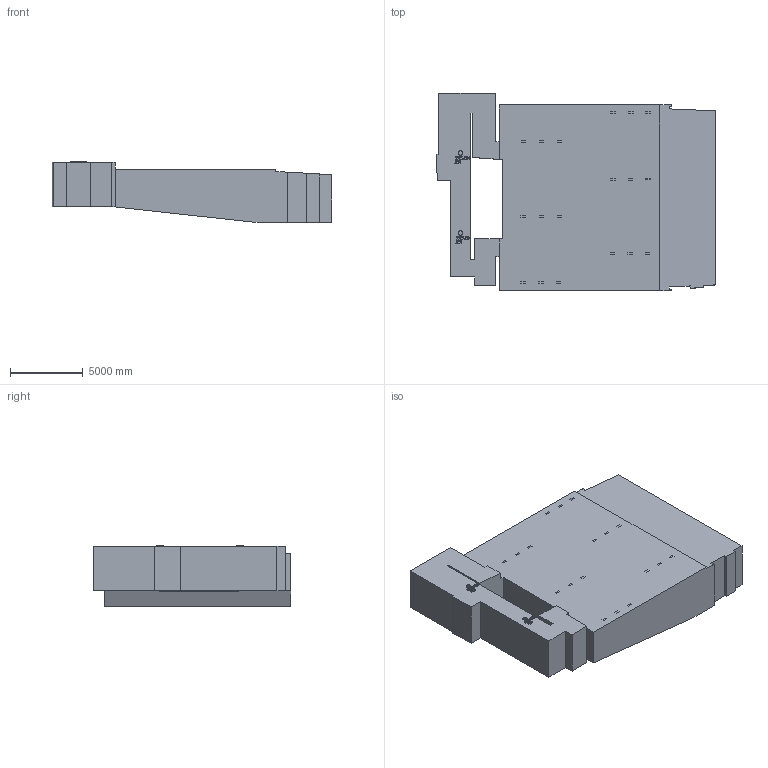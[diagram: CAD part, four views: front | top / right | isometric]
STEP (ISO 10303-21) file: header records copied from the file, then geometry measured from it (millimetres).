
FILE_DESCRIPTION(/* description */ (''),/* implementation_level */ '2;1');
FILE_NAME(/* name */ 'Pepper Canyon Hall_Room 106 _v1.step',/* time_stamp */ '2020-12-01T10:00:14-08:00',/* author */ (''),/* organization */ (''),/* preprocessor_version */ 'ST-DEVELOPER v18.1',/* originating_system */ 'Autodesk Translation Framework v9.3.0.1241',/* authorisation */ '');
FILE_SCHEMA (('AUTOMOTIVE_DESIGN { 1 0 10303 214 3 1 1 }'));
Length unit declared in the file: inch
Products named in the file (1): Pepper Canyon Hall_Room 106
Bounding box: 19222.57 x 13585.83 x 4165.6 mm (x, y, z)
Volume: 8982195.5 mm3; surface area: 756749611.3 mm2
Topology: 18 solids, 22 shells, 375 faces, 1181 edges, 842 vertices
Faces by surface type: plane 253, bspline 122
Entity records: 14598 total; most frequent: CARTESIAN_POINT 4993, ORIENTED_EDGE 2100, DIRECTION 1447, EDGE_CURVE 1181, LINE 935, VECTOR 935, VERTEX_POINT 842, EDGE_LOOP 411
